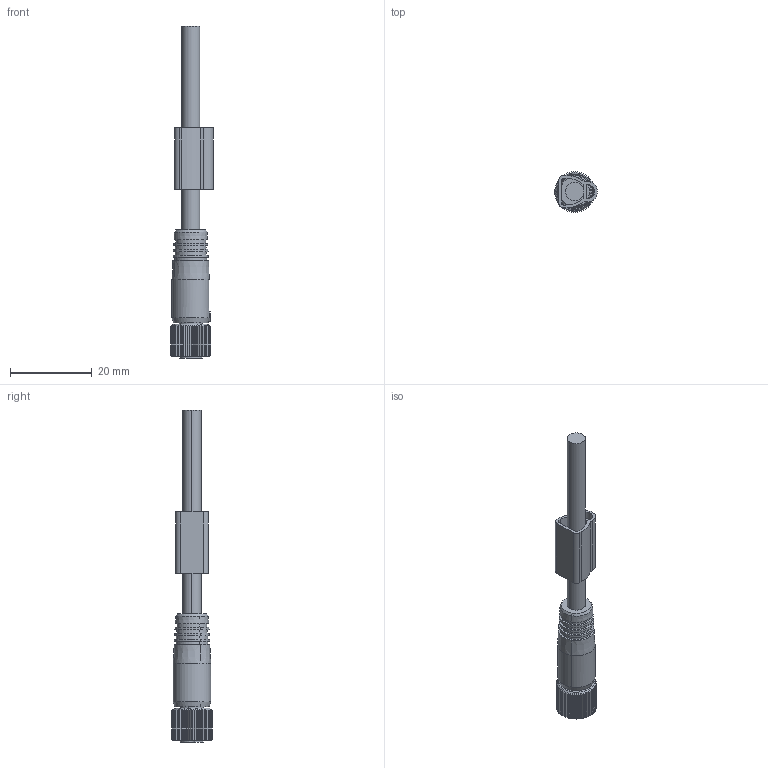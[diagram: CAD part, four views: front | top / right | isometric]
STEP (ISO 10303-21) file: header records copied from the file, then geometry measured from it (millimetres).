
FILE_DESCRIPTION(('CATIA V5 STEP Exchange','CAx-IF Rec.Pracs.--- Model Styling and Organization---1.4--- 2014-01-23'),'2;1');
FILE_NAME ('013809-1_0_1465870150_1465870150.stp','2021-03-29T08:27:51+00:00',('none'),('Weidmueller'),'CATIA Version 5-6 Release 2016 SP3 HF44','CATIA V5 STEP AP214','none');
FILE_SCHEMA(('AUTOMOTIVE_DESIGN { 1 0 10303 214 1 1 1 1 }'));
Length unit declared in the file: millimetre
Products named in the file (1): 1465870150
Bounding box: 10.53 x 9.91 x 81.4 mm (x, y, z)
Volume: 3033.6 mm3; surface area: 3748.4 mm2
Topology: 12 solids, 12 shells, 471 faces, 1278 edges, 848 vertices
Faces by surface type: plane 205, cylinder 190, cone 54, bspline 12, torus 10
Entity records: 15279 total; most frequent: CARTESIAN_POINT 4572, ORIENTED_EDGE 2556, DIRECTION 1590, EDGE_CURVE 1278, VERTEX_POINT 848, AXIS2_PLACEMENT_3D 792, EDGE_LOOP 502, ADVANCED_FACE 471
